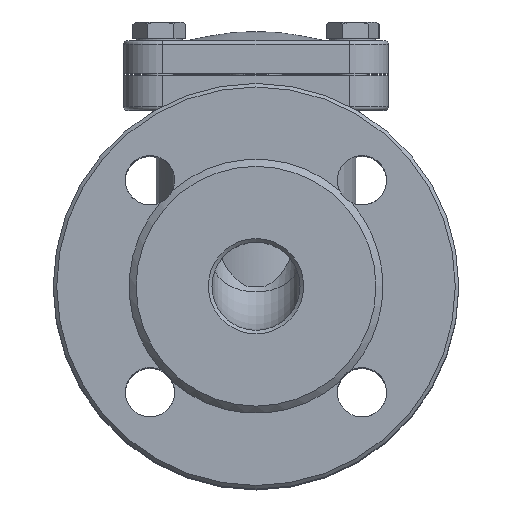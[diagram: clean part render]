
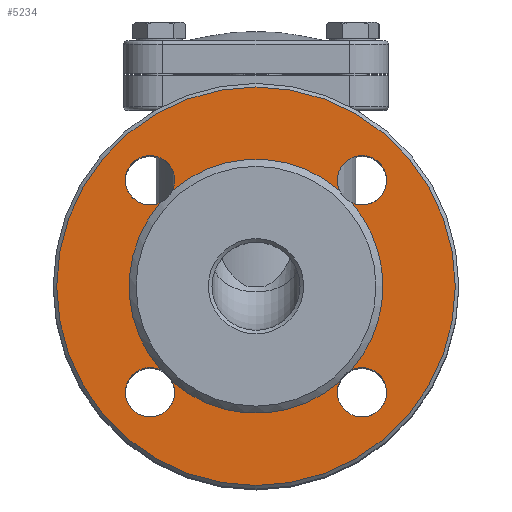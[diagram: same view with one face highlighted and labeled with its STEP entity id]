
A CAD part, top view. The second image highlights one B-rep face of the part: STEP entity #5234.
In plain terms, the highlighted planar face has unit normal (0, 0, 1).
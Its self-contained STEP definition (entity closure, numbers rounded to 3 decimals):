
#131=FACE_BOUND('',#1466,.T.);
#212=PLANE('',#5809);
#1134=FACE_OUTER_BOUND('',#1465,.T.);
#1465=EDGE_LOOP('',(#4428));
#1466=EDGE_LOOP('',(#4429,#4430,#4431,#4432,#4433,#4434,#4435,#4436,#4437,
#4438,#4439,#4440,#4441));
#1908=CIRCLE('',#5808,56.5);
#1909=CIRCLE('',#5810,36.);
#1910=CIRCLE('',#5811,7.);
#1911=CIRCLE('',#5812,7.);
#1912=CIRCLE('',#5813,36.);
#1913=CIRCLE('',#5814,7.);
#1914=CIRCLE('',#5815,7.);
#1915=CIRCLE('',#5816,36.);
#1916=CIRCLE('',#5817,7.);
#1917=CIRCLE('',#5818,7.);
#1918=CIRCLE('',#5819,36.);
#1919=CIRCLE('',#5820,36.);
#1920=CIRCLE('',#5821,7.);
#1921=CIRCLE('',#5822,7.);
#2365=VERTEX_POINT('',#12273);
#2366=VERTEX_POINT('',#12277);
#2367=VERTEX_POINT('',#12278);
#2368=VERTEX_POINT('',#12280);
#2369=VERTEX_POINT('',#12282);
#2370=VERTEX_POINT('',#12284);
#2371=VERTEX_POINT('',#12286);
#2372=VERTEX_POINT('',#12288);
#2373=VERTEX_POINT('',#12290);
#2374=VERTEX_POINT('',#12292);
#2375=VERTEX_POINT('',#12294);
#2376=VERTEX_POINT('',#12296);
#2377=VERTEX_POINT('',#12298);
#2378=VERTEX_POINT('',#12300);
#3063=EDGE_CURVE('',#2365,#2365,#1908,.T.);
#3065=EDGE_CURVE('',#2366,#2367,#1909,.T.);
#3066=EDGE_CURVE('',#2366,#2368,#1910,.T.);
#3067=EDGE_CURVE('',#2368,#2369,#1911,.T.);
#3068=EDGE_CURVE('',#2370,#2369,#1912,.T.);
#3069=EDGE_CURVE('',#2370,#2371,#1913,.T.);
#3070=EDGE_CURVE('',#2371,#2372,#1914,.T.);
#3071=EDGE_CURVE('',#2373,#2372,#1915,.T.);
#3072=EDGE_CURVE('',#2373,#2374,#1916,.T.);
#3073=EDGE_CURVE('',#2374,#2375,#1917,.T.);
#3074=EDGE_CURVE('',#2376,#2375,#1918,.T.);
#3075=EDGE_CURVE('',#2377,#2376,#1919,.T.);
#3076=EDGE_CURVE('',#2377,#2378,#1920,.T.);
#3077=EDGE_CURVE('',#2378,#2367,#1921,.T.);
#4428=ORIENTED_EDGE('',*,*,#3063,.F.);
#4429=ORIENTED_EDGE('',*,*,#3065,.F.);
#4430=ORIENTED_EDGE('',*,*,#3066,.T.);
#4431=ORIENTED_EDGE('',*,*,#3067,.T.);
#4432=ORIENTED_EDGE('',*,*,#3068,.F.);
#4433=ORIENTED_EDGE('',*,*,#3069,.T.);
#4434=ORIENTED_EDGE('',*,*,#3070,.T.);
#4435=ORIENTED_EDGE('',*,*,#3071,.F.);
#4436=ORIENTED_EDGE('',*,*,#3072,.T.);
#4437=ORIENTED_EDGE('',*,*,#3073,.T.);
#4438=ORIENTED_EDGE('',*,*,#3074,.F.);
#4439=ORIENTED_EDGE('',*,*,#3075,.F.);
#4440=ORIENTED_EDGE('',*,*,#3076,.T.);
#4441=ORIENTED_EDGE('',*,*,#3077,.T.);
#5234=ADVANCED_FACE('',(#1134,#131),#212,.T.);
#5808=AXIS2_PLACEMENT_3D('',#12274,#7109,#7110);
#5809=AXIS2_PLACEMENT_3D('',#12276,#7112,#7113);
#5810=AXIS2_PLACEMENT_3D('',#12279,#7114,#7115);
#5811=AXIS2_PLACEMENT_3D('',#12281,#7116,#7117);
#5812=AXIS2_PLACEMENT_3D('',#12283,#7118,#7119);
#5813=AXIS2_PLACEMENT_3D('',#12285,#7120,#7121);
#5814=AXIS2_PLACEMENT_3D('',#12287,#7122,#7123);
#5815=AXIS2_PLACEMENT_3D('',#12289,#7124,#7125);
#5816=AXIS2_PLACEMENT_3D('',#12291,#7126,#7127);
#5817=AXIS2_PLACEMENT_3D('',#12293,#7128,#7129);
#5818=AXIS2_PLACEMENT_3D('',#12295,#7130,#7131);
#5819=AXIS2_PLACEMENT_3D('',#12297,#7132,#7133);
#5820=AXIS2_PLACEMENT_3D('',#12299,#7134,#7135);
#5821=AXIS2_PLACEMENT_3D('',#12301,#7136,#7137);
#5822=AXIS2_PLACEMENT_3D('',#12302,#7138,#7139);
#7109=DIRECTION('center_axis',(0.,0.,-1.));
#7110=DIRECTION('ref_axis',(-1.,0.,0.));
#7112=DIRECTION('center_axis',(0.,0.,1.));
#7113=DIRECTION('ref_axis',(1.,0.,0.));
#7114=DIRECTION('center_axis',(0.,0.,1.));
#7115=DIRECTION('ref_axis',(-1.,0.,0.));
#7116=DIRECTION('center_axis',(0.,0.,-1.));
#7117=DIRECTION('ref_axis',(-1.,0.,0.));
#7118=DIRECTION('center_axis',(0.,0.,-1.));
#7119=DIRECTION('ref_axis',(-1.,0.,0.));
#7120=DIRECTION('center_axis',(0.,0.,1.));
#7121=DIRECTION('ref_axis',(-1.,0.,0.));
#7122=DIRECTION('center_axis',(0.,0.,-1.));
#7123=DIRECTION('ref_axis',(-1.,0.,0.));
#7124=DIRECTION('center_axis',(0.,0.,-1.));
#7125=DIRECTION('ref_axis',(-1.,0.,0.));
#7126=DIRECTION('center_axis',(0.,0.,1.));
#7127=DIRECTION('ref_axis',(-1.,0.,0.));
#7128=DIRECTION('center_axis',(0.,0.,-1.));
#7129=DIRECTION('ref_axis',(-1.,0.,0.));
#7130=DIRECTION('center_axis',(0.,0.,-1.));
#7131=DIRECTION('ref_axis',(-1.,0.,0.));
#7132=DIRECTION('center_axis',(0.,0.,1.));
#7133=DIRECTION('ref_axis',(-1.,0.,0.));
#7134=DIRECTION('center_axis',(0.,0.,1.));
#7135=DIRECTION('ref_axis',(-1.,0.,0.));
#7136=DIRECTION('center_axis',(0.,0.,-1.));
#7137=DIRECTION('ref_axis',(-1.,0.,0.));
#7138=DIRECTION('center_axis',(0.,0.,-1.));
#7139=DIRECTION('ref_axis',(-1.,0.,0.));
#12273=CARTESIAN_POINT('',(56.5,0.,16.5));
#12274=CARTESIAN_POINT('Origin',(0.,0.,16.5));
#12276=CARTESIAN_POINT('Origin',(0.,0.,16.5));
#12277=CARTESIAN_POINT('',(-23.71,-27.09,16.5));
#12278=CARTESIAN_POINT('',(23.71,-27.09,16.5));
#12279=CARTESIAN_POINT('Origin',(0.,0.,16.5));
#12280=CARTESIAN_POINT('',(-23.052,-30.052,16.5));
#12281=CARTESIAN_POINT('Origin',(-30.052,-30.052,16.5));
#12282=CARTESIAN_POINT('',(-27.09,-23.71,16.5));
#12283=CARTESIAN_POINT('Origin',(-30.052,-30.052,16.5));
#12284=CARTESIAN_POINT('',(-27.09,23.71,16.5));
#12285=CARTESIAN_POINT('Origin',(0.,0.,16.5));
#12286=CARTESIAN_POINT('',(-23.052,30.052,16.5));
#12287=CARTESIAN_POINT('Origin',(-30.052,30.052,16.5));
#12288=CARTESIAN_POINT('',(-23.71,27.09,16.5));
#12289=CARTESIAN_POINT('Origin',(-30.052,30.052,16.5));
#12290=CARTESIAN_POINT('',(23.71,27.09,16.5));
#12291=CARTESIAN_POINT('Origin',(0.,0.,16.5));
#12292=CARTESIAN_POINT('',(37.052,30.052,16.5));
#12293=CARTESIAN_POINT('Origin',(30.052,30.052,16.5));
#12294=CARTESIAN_POINT('',(27.09,23.71,16.5));
#12295=CARTESIAN_POINT('Origin',(30.052,30.052,16.5));
#12296=CARTESIAN_POINT('',(36.,0.,16.5));
#12297=CARTESIAN_POINT('Origin',(0.,0.,16.5));
#12298=CARTESIAN_POINT('',(27.09,-23.71,16.5));
#12299=CARTESIAN_POINT('Origin',(0.,0.,16.5));
#12300=CARTESIAN_POINT('',(37.052,-30.052,16.5));
#12301=CARTESIAN_POINT('Origin',(30.052,-30.052,16.5));
#12302=CARTESIAN_POINT('Origin',(30.052,-30.052,16.5));
